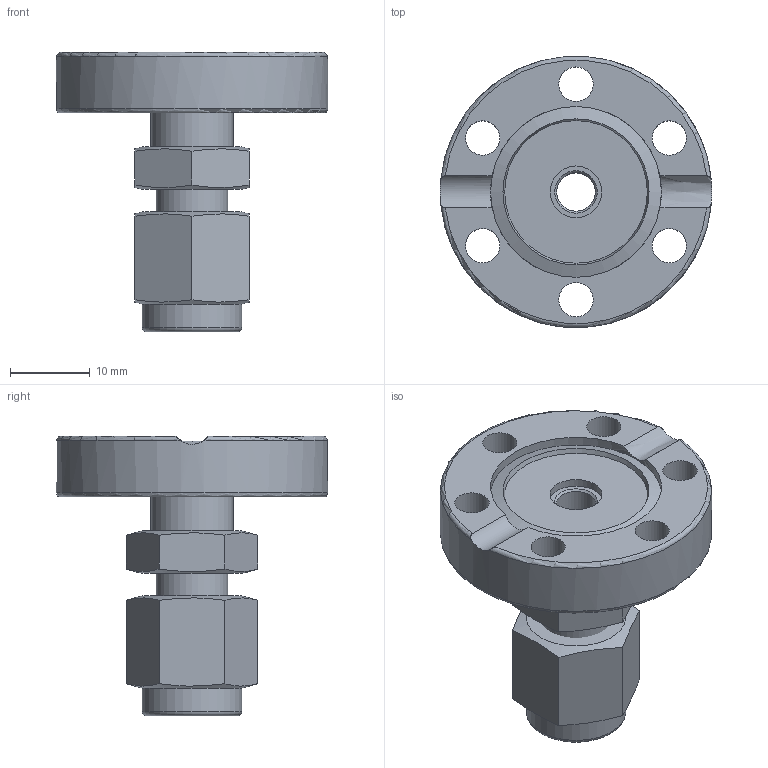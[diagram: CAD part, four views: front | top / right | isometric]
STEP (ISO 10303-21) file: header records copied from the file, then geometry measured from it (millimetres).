
FILE_DESCRIPTION((''),'2;1');
FILE_NAME('F16SWA7-316.stp','2009-04-15T14:55:32',('hasers'),(''),'Autodesk Inventor 2008','Autodesk Inventor 2008','');
FILE_SCHEMA(('AUTOMOTIVE_DESIGN { 1 0 10303 214 1 1 1 1 }'));
Length unit declared in the file: millimetre
Products named in the file (5): F16SWA7-316; CF-07 [Keywords [Summary]=1.4404][Company [Summary]=Vacom][Title [Summary]=F16]_4; CWC4-2P-S; Koerper_3; Mutter
Assembly tree (4 placements, depth 3):
  F16SWA7-316
    CF-07 [Keywords [Summary]=1.4404][Company [Summary]=Vacom][Title [Summary]=F16]_4
    CWC4-2P-S
      Koerper_3
      Mutter
Bounding box: 34 x 33.97 x 35 mm (x, y, z)
Volume: 8648.2 mm3; surface area: 6293.4 mm2
Topology: 3 solids, 3 shells, 59 faces, 136 edges, 89 vertices
Faces by surface type: plane 25, bspline 12, cylinder 10, cone 8, torus 4
Full cylindrical faces by diameter (mm): 4.82 x1, 6.35 x2, 9 x1, 10.3 x1, 11.84 x1, 12.498 x1, 21.4 x1, 34 x1
Entity records: 1850 total; most frequent: CARTESIAN_POINT 596, DIRECTION 228, ORIENTED_EDGE 196, EDGE_LOOP 112, AXIS2_PLACEMENT_3D 106, EDGE_CURVE 98, VERTEX_POINT 80, FACE_OUTER_BOUND 59
